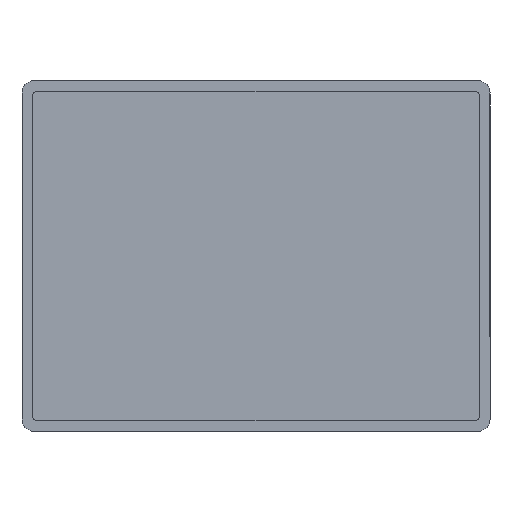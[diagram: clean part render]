
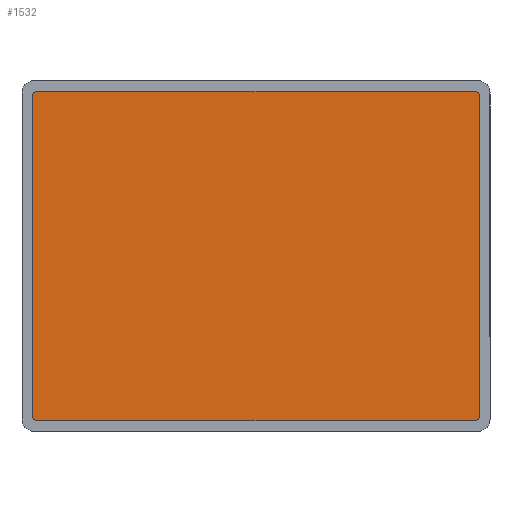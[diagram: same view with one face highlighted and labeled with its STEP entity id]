
A CAD part, front view. The second image highlights one B-rep face of the part: STEP entity #1532.
In plain terms, the highlighted planar face has unit normal (0, -1, 0).
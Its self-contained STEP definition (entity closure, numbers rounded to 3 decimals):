
#343 = CARTESIAN_POINT ( 'NONE',  ( 373., 0., 282. ) ) ;
#606 = CARTESIAN_POINT ( 'NONE',  ( -373., 0., -282. ) ) ;
#760 = EDGE_LOOP ( 'NONE', ( #8313, #8932, #9252, #6382, #11434, #13218, #13865, #2211 ) ) ;
#1053 = CARTESIAN_POINT ( 'NONE',  ( -373., 0., 282. ) ) ;
#1510 = DIRECTION ( 'NONE',  ( 0., 0., 1. ) ) ;
#1532 = ADVANCED_FACE ( 'NONE', ( #16003 ), #6005, .F. ) ;
#2211 = ORIENTED_EDGE ( 'NONE', *, *, #5617, .F. ) ;
#2344 = CIRCLE ( 'NONE', #17896, 9. ) ;
#2694 = DIRECTION ( 'NONE',  ( 0., 1., 0. ) ) ;
#2700 = CARTESIAN_POINT ( 'NONE',  ( -373., 0., -282. ) ) ;
#3060 = CARTESIAN_POINT ( 'NONE',  ( -382., 0., 273. ) ) ;
#3179 = CARTESIAN_POINT ( 'NONE',  ( -382., 0., -273. ) ) ;
#3499 = CARTESIAN_POINT ( 'NONE',  ( -373., 0., 273. ) ) ;
#3509 = LINE ( 'NONE', #4015, #14539 ) ;
#4015 = CARTESIAN_POINT ( 'NONE',  ( 382., 0., 273. ) ) ;
#4508 = VERTEX_POINT ( 'NONE', #21525 ) ;
#4519 = EDGE_CURVE ( 'NONE', #21245, #20933, #12560, .T. ) ;
#5206 = EDGE_CURVE ( 'NONE', #22160, #14675, #11741, .T. ) ;
#5617 = EDGE_CURVE ( 'NONE', #14675, #21245, #6172, .T. ) ;
#5697 = VERTEX_POINT ( 'NONE', #11357 ) ;
#6005 = PLANE ( 'NONE',  #8812 ) ;
#6172 = LINE ( 'NONE', #12616, #7984 ) ;
#6221 = EDGE_CURVE ( 'NONE', #6832, #24264, #7589, .T. ) ;
#6339 = DIRECTION ( 'NONE',  ( 0., 0., 1. ) ) ;
#6382 = ORIENTED_EDGE ( 'NONE', *, *, #11659, .F. ) ;
#6532 = DIRECTION ( 'NONE',  ( -1., 0., 0. ) ) ;
#6832 = VERTEX_POINT ( 'NONE', #343 ) ;
#6894 = DIRECTION ( 'NONE',  ( 0., 0., 1. ) ) ;
#6938 = EDGE_CURVE ( 'NONE', #5697, #22160, #12979, .T. ) ;
#7589 = CIRCLE ( 'NONE', #15596, 9. ) ;
#7754 = DIRECTION ( 'NONE',  ( 0., 1., 0. ) ) ;
#7933 = AXIS2_PLACEMENT_3D ( 'NONE', #3499, #9274, #1510 ) ;
#7984 = VECTOR ( 'NONE', #10638, 1000. ) ;
#8313 = ORIENTED_EDGE ( 'NONE', *, *, #5206, .F. ) ;
#8363 = LINE ( 'NONE', #12445, #22744 ) ;
#8369 = AXIS2_PLACEMENT_3D ( 'NONE', #12650, #10792, #6339 ) ;
#8812 = AXIS2_PLACEMENT_3D ( 'NONE', #18353, #2694, #6894 ) ;
#8932 = ORIENTED_EDGE ( 'NONE', *, *, #6938, .F. ) ;
#9252 = ORIENTED_EDGE ( 'NONE', *, *, #13073, .F. ) ;
#9274 = DIRECTION ( 'NONE',  ( 0., 1., 0. ) ) ;
#10204 = DIRECTION ( 'NONE',  ( 0., 0., 1. ) ) ;
#10638 = DIRECTION ( 'NONE',  ( 0., 0., 1. ) ) ;
#10726 = DIRECTION ( 'NONE',  ( 1., 0., 0. ) ) ;
#10792 = DIRECTION ( 'NONE',  ( 0., 1., 0. ) ) ;
#11357 = CARTESIAN_POINT ( 'NONE',  ( 373., 0., -282. ) ) ;
#11434 = ORIENTED_EDGE ( 'NONE', *, *, #6221, .F. ) ;
#11659 = EDGE_CURVE ( 'NONE', #24264, #4508, #3509, .T. ) ;
#11741 = CIRCLE ( 'NONE', #8369, 9. ) ;
#12445 = CARTESIAN_POINT ( 'NONE',  ( -373., 0., 282. ) ) ;
#12560 = CIRCLE ( 'NONE', #7933, 9. ) ;
#12616 = CARTESIAN_POINT ( 'NONE',  ( -382., 0., 273. ) ) ;
#12650 = CARTESIAN_POINT ( 'NONE',  ( -373., 0., -273. ) ) ;
#12777 = CARTESIAN_POINT ( 'NONE',  ( 382., 0., 273. ) ) ;
#12979 = LINE ( 'NONE', #606, #22130 ) ;
#13073 = EDGE_CURVE ( 'NONE', #4508, #5697, #2344, .T. ) ;
#13218 = ORIENTED_EDGE ( 'NONE', *, *, #23329, .F. ) ;
#13865 = ORIENTED_EDGE ( 'NONE', *, *, #4519, .F. ) ;
#14539 = VECTOR ( 'NONE', #21654, 1000. ) ;
#14675 = VERTEX_POINT ( 'NONE', #3179 ) ;
#15596 = AXIS2_PLACEMENT_3D ( 'NONE', #21851, #7754, #19353 ) ;
#16003 = FACE_OUTER_BOUND ( 'NONE', #760, .T. ) ;
#17896 = AXIS2_PLACEMENT_3D ( 'NONE', #18479, #22700, #10204 ) ;
#18353 = CARTESIAN_POINT ( 'NONE',  ( -373., 0., -273. ) ) ;
#18479 = CARTESIAN_POINT ( 'NONE',  ( 373., 0., -273. ) ) ;
#19353 = DIRECTION ( 'NONE',  ( 0., 0., 1. ) ) ;
#20933 = VERTEX_POINT ( 'NONE', #1053 ) ;
#21245 = VERTEX_POINT ( 'NONE', #3060 ) ;
#21525 = CARTESIAN_POINT ( 'NONE',  ( 382., 0., -273. ) ) ;
#21654 = DIRECTION ( 'NONE',  ( 0., 0., -1. ) ) ;
#21851 = CARTESIAN_POINT ( 'NONE',  ( 373., 0., 273. ) ) ;
#22130 = VECTOR ( 'NONE', #6532, 1000. ) ;
#22160 = VERTEX_POINT ( 'NONE', #2700 ) ;
#22700 = DIRECTION ( 'NONE',  ( 0., 1., 0. ) ) ;
#22744 = VECTOR ( 'NONE', #10726, 1000. ) ;
#23329 = EDGE_CURVE ( 'NONE', #20933, #6832, #8363, .T. ) ;
#24264 = VERTEX_POINT ( 'NONE', #12777 ) ;
